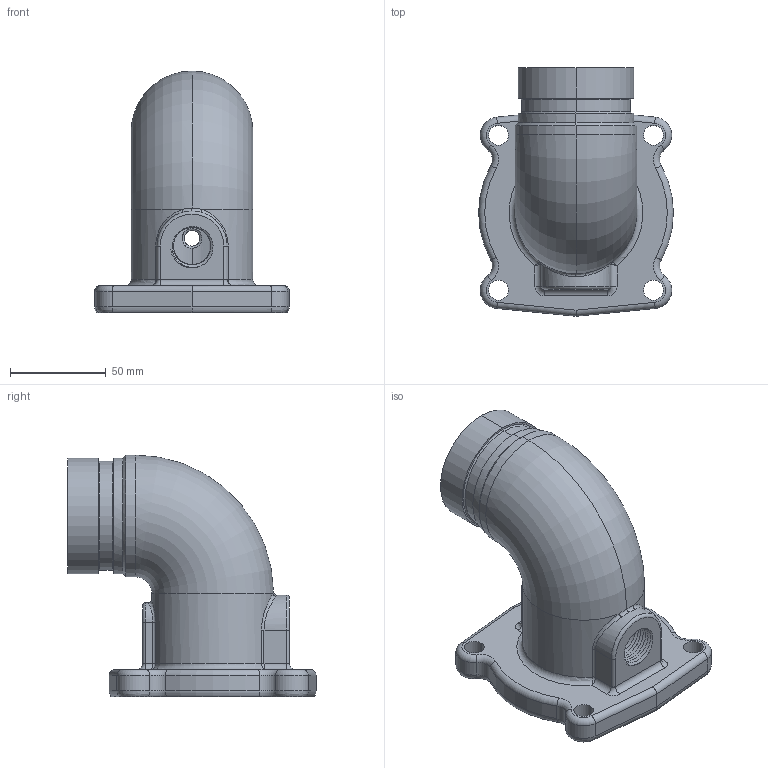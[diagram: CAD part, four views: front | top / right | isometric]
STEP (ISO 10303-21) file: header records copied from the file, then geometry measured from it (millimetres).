
FILE_DESCRIPTION((''),'2;1');
FILE_NAME('C31142','2012-02-01T',('sobri'),(''),'PRO/ENGINEER BY PARAMETRIC TECHNOLOGY CORPORATION, 2011180','PRO/ENGINEER BY PARAMETRIC TECHNOLOGY CORPORATION, 2011180','');
FILE_SCHEMA(('CONFIG_CONTROL_DESIGN'));
Length unit declared in the file: inch
Products named in the file (1): C31142
Bounding box: 101.6 x 129.46 x 126.19 mm (x, y, z)
Volume: 270273 mm3; surface area: 75739.3 mm2
Topology: 1 solids, 1 shells, 163 faces, 397 edges, 237 vertices
Faces by surface type: cylinder 57, cone 33, torus 32, bspline 22, plane 19
Entity records: 7588 total; most frequent: CARTESIAN_POINT 3880, ORIENTED_EDGE 794, DIRECTION 733, EDGE_CURVE 397, AXIS2_PLACEMENT_3D 299, VERTEX_POINT 237, EDGE_LOOP 178, FACE_OUTER_BOUND 163
